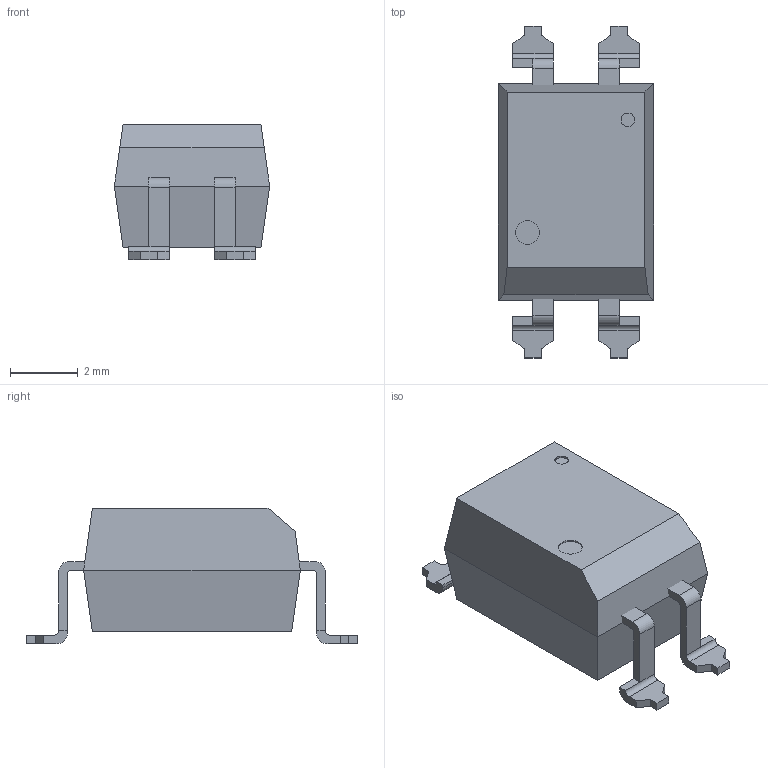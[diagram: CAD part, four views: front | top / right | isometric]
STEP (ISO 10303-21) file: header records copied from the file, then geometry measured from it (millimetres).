
FILE_DESCRIPTION(/* description */ ('','CAx-IF Rec.Pracs.---Representation and Presentation of Product Manufacturing Information (PMI)---4.0---2014-10-13'),/* implementation_level */ '2;1');
FILE_NAME(/* name */ 'TLP240D(LF1,F.step',/* time_stamp */ '2025-01-15T08:10:09+02:00',/* author */ (''),/* organization */ (''),/* preprocessor_version */ 'ST-DEVELOPER v20',/* originating_system */ 'Autodesk Translation Framework v13.20.0.188',/* authorisation */ '');
FILE_SCHEMA (('AP242_MANAGED_MODEL_BASED_3D_ENGINEERING_MIM_LF { 1 0 10303 442 1 1 4 }'));
Length unit declared in the file: millimetre
Products named in the file (1): TLP240D(LF1,F
Bounding box: 4.58 x 9.8 x 4 mm (x, y, z)
Volume: 99.2 mm3; surface area: 159.8 mm2
Topology: 5 solids, 5 shells, 95 faces, 241 edges, 158 vertices
Faces by surface type: plane 77, cylinder 18
Full cylindrical faces by diameter (mm): 0.4 x1, 0.7 x1
Entity records: 2870 total; most frequent: CARTESIAN_POINT 495, ORIENTED_EDGE 482, DIRECTION 469, EDGE_CURVE 241, LINE 205, VECTOR 205, VERTEX_POINT 158, AXIS2_PLACEMENT_3D 132
